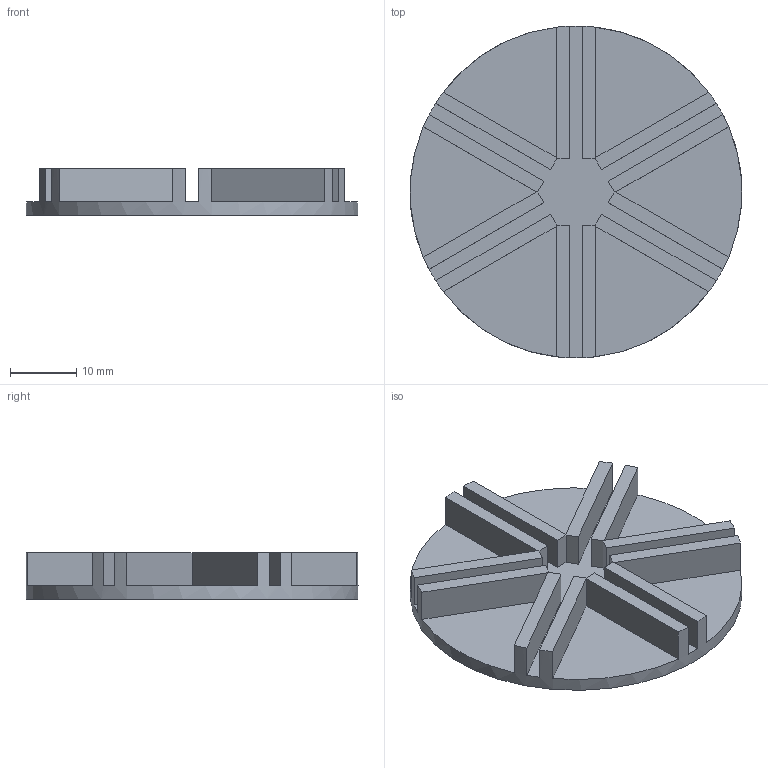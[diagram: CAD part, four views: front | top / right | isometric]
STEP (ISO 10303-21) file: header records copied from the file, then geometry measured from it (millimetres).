
FILE_DESCRIPTION(/* description */ (''),/* implementation_level */ '2;1');
FILE_NAME(/* name */ 'Halter 002.stp',/* time_stamp */ '2017-05-03T17:28:39+02:00',/* author */ ('Catweazle'),/* organization */ (''),/* preprocessor_version */ 'ST-DEVELOPER v16.5',/* originating_system */ 'Autodesk Inventor 2017',/* authorisation */ '');
FILE_SCHEMA (('AUTOMOTIVE_DESIGN { 1 0 10303 214 3 1 1 }'));
Length unit declared in the file: millimetre
Products named in the file (1): Halter 002
Bounding box: 49.93 x 50 x 7 mm (x, y, z)
Volume: 6315.9 mm3; surface area: 6851 mm2
Topology: 1 solids, 1 shells, 51 faces, 146 edges, 97 vertices
Faces by surface type: plane 50, cylinder 1
Full cylindrical faces by diameter (mm): 50 x1
Entity records: 1676 total; most frequent: CARTESIAN_POINT 294, ORIENTED_EDGE 290, DIRECTION 274, EDGE_CURVE 145, LINE 120, VECTOR 120, VERTEX_POINT 97, AXIS2_PLACEMENT_3D 77
